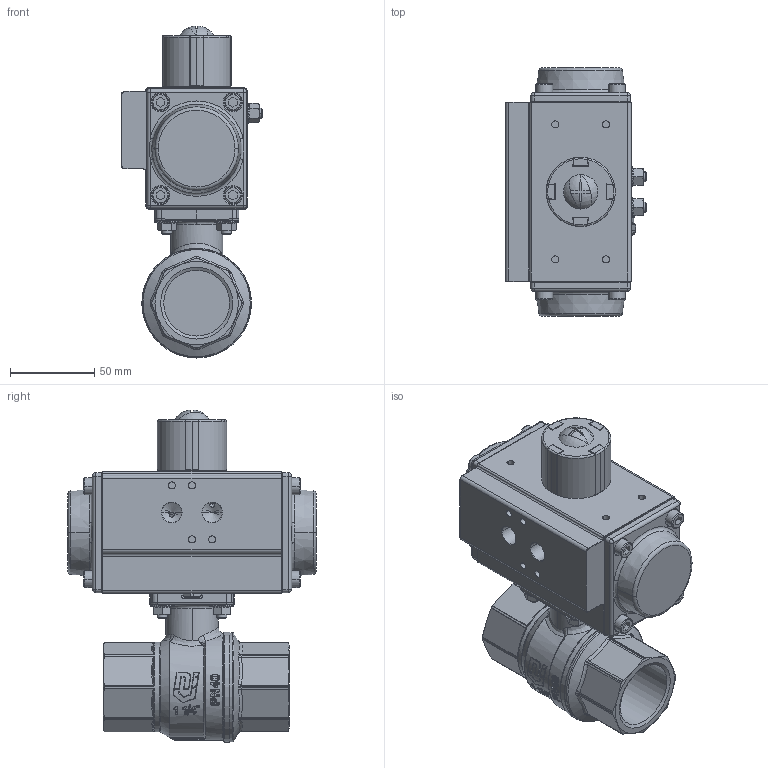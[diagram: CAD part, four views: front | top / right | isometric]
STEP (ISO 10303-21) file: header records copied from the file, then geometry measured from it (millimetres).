
FILE_DESCRIPTION(('HOOPS Exchange Step'),'2;1');
FILE_NAME('PK0100_DN32.stp','2025-03-25T09:03:36+01:00',('nieru'),('Unknown organisation'),'HOOPS Exchange 2024.2','HOOPS Exchange','Unknown authorisation');
FILE_SCHEMA( ('AP203_CONFIGURATION_CONTROLLED_3D_DESIGN_OF_MECHANICAL_PARTS_AND_ASSEMBLIES_MIM_LF') );
Length unit declared in the file: millimetre
Products named in the file (5): 0; root
Assembly tree (4 placements, depth 3):
  root
    0
      0
      0
      0
Bounding box: 83.5 x 147 x 196.65 mm (x, y, z)
Volume: 656259.9 mm3; surface area: 152340.2 mm2
Topology: 34 solids, 36 shells, 2534 faces, 6096 edges, 3649 vertices
Faces by surface type: bspline 1075, cylinder 551, plane 536, torus 224, cone 106, sphere 42
Full cylindrical faces by diameter (mm): 5 x5, 6 x4, 38.952 x2, 53 x1
Entity records: 163093 total; most frequent: CARTESIAN_POINT 110397, ORIENTED_EDGE 12068, DIRECTION 8824, EDGE_CURVE 6034, VERTEX_POINT 3651, AXIS2_PLACEMENT_3D 3552, EDGE_LOOP 2677, FACE_BOUND 2677
